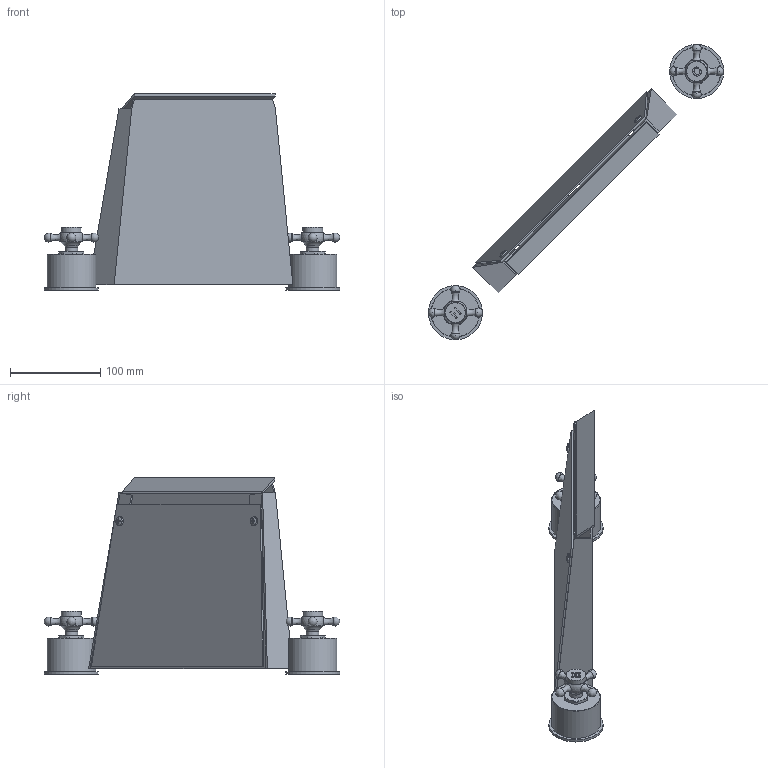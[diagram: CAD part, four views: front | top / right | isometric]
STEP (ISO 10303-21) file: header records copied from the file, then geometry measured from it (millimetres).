
FILE_DESCRIPTION(/* description */ (''),/* implementation_level */ '2;1');
FILE_NAME(/* name */ 'BT61M_STEP.step',/* time_stamp */ '2025-10-28T11:18:39+01:00',/* author */ (''),/* organization */ (''),/* preprocessor_version */ 'ST-DEVELOPER v20.1',/* originating_system */ 'Autodesk Translation Framework v14.17.0.0',/* authorisation */ '');
FILE_SCHEMA (('AUTOMOTIVE_DESIGN { 1 0 10303 214 3 1 1 }'));
Length unit declared in the file: millimetre
Products named in the file (10): BT61M_STEP; tappo_bespoke_C v2; XMNGS0002 v3 (1); tappo_bespoke_H v3; XMNGS0002 v3; BOCCA BT61M v1; CRBHMSTII ANSI B18.6.3 - 10-32 x 3/8 Designazione acciaio 2 Radente; CRBHMSTII ANSI B18.6.3 - 10-32 x 3/8 Designazione acciaio 2 Radente_1; CAMPANA QUADRA BESPOKE per maniglia v3; CAMPANA QUADRA BESPOKE per maniglia v3 (1)
Assembly tree (9 placements, depth 3):
  BT61M_STEP
    tappo_bespoke_C v2
    XMNGS0002 v3 (1)
    tappo_bespoke_H v3
    XMNGS0002 v3
    BOCCA BT61M v1
      CRBHMSTII ANSI B18.6.3 - 10-32 x 3/8 Designazione acciaio 2 Radente
      CRBHMSTII ANSI B18.6.3 - 10-32 x 3/8 Designazione acciaio 2 Radente_1
    CAMPANA QUADRA BESPOKE per maniglia v3
    CAMPANA QUADRA BESPOKE per maniglia v3 (1)
Bounding box: 327.25 x 327.21 x 217.84 mm (x, y, z)
Volume: 350455.1 mm3; surface area: 310231.9 mm2
Topology: 7 solids, 7 shells, 313 faces, 825 edges, 532 vertices
Faces by surface type: plane 126, cylinder 83, bspline 68, torus 16, sphere 12, cone 8
Full cylindrical faces by diameter (mm): 4.727 x2, 5 x2, 5.429 x2, 8 x2, 10 x2, 12 x2, 14 x4, 14.035 x4, 14.7 x2, 15 x4, 15.152 x8, 18 x1, 22 x2, 46.526 x2, 49 x2, 54 x2, 60 x2
Entity records: 16171 total; most frequent: CARTESIAN_POINT 8610, ORIENTED_EDGE 1622, DIRECTION 1357, EDGE_CURVE 811, VERTEX_POINT 532, AXIS2_PLACEMENT_3D 509, EDGE_LOOP 359, LINE 339
